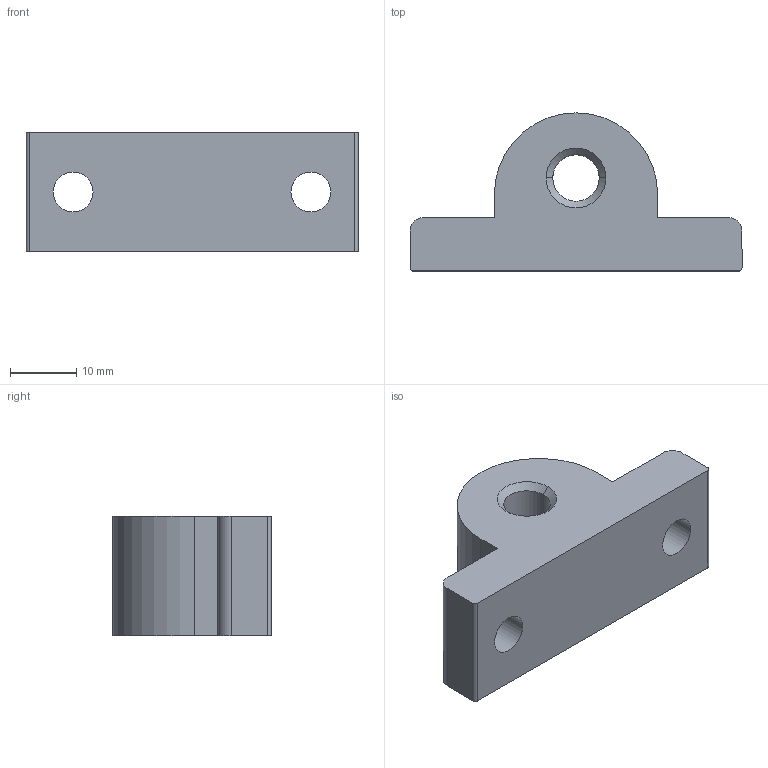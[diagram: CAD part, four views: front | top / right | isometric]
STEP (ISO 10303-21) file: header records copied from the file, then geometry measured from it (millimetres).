
FILE_DESCRIPTION (( 'STEP AP214' ), '1' );
FILE_NAME ('B751 Êðóãëûé àäàïòåð 20 äëÿ îïîðû Ì8.STEP', '2025-07-16T08:12:09', ( '' ), ( '' ), 'SwSTEP 2.0', 'SolidWorks 2025', '' );
FILE_SCHEMA (( 'AUTOMOTIVE_DESIGN' ));
Length unit declared in the file: millimetre
Products named in the file (1): B751 Круглый адаптер 20 для опоры М8
Bounding box: 50 x 23.8 x 18 mm (x, y, z)
Volume: 11825.4 mm3; surface area: 4356.2 mm2
Topology: 1 solids, 1 shells, 24 faces, 62 edges, 40 vertices
Faces by surface type: cylinder 11, plane 9, cone 4
Entity records: 775 total; most frequent: DIRECTION 138, CARTESIAN_POINT 127, ORIENTED_EDGE 124, EDGE_CURVE 62, AXIS2_PLACEMENT_3D 51, VERTEX_POINT 40, LINE 36, VECTOR 36
